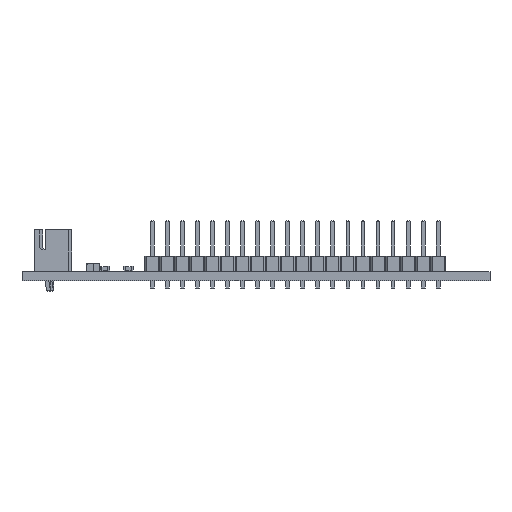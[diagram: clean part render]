
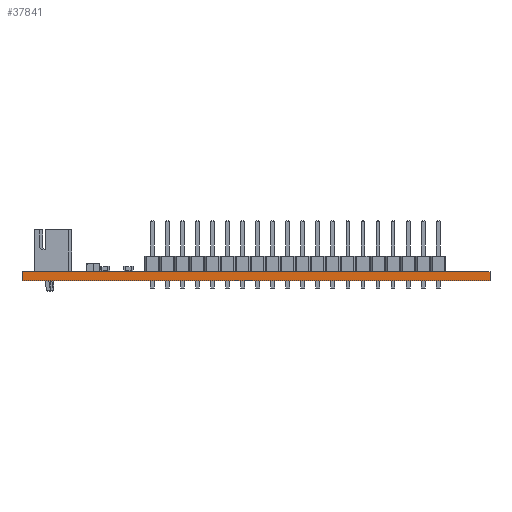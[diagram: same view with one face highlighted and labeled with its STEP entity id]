
A CAD part, left-side view. The second image highlights one B-rep face of the part: STEP entity #37841.
In plain terms, the highlighted planar face has unit normal (-1, 0, 0).
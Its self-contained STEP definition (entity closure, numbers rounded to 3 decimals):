
#36450 = VERTEX_POINT('',#36451);
#36451 = CARTESIAN_POINT('',(50.,-129.,0.));
#36457 = EDGE_CURVE('',#36450,#36458,#36460,.T.);
#36458 = VERTEX_POINT('',#36459);
#36459 = CARTESIAN_POINT('',(50.,-50.,0.));
#36460 = LINE('',#36461,#36462);
#36461 = CARTESIAN_POINT('',(50.,-129.,0.));
#36462 = VECTOR('',#36463,1.);
#36463 = DIRECTION('',(0.,1.,0.));
#37132 = VERTEX_POINT('',#37133);
#37133 = CARTESIAN_POINT('',(50.,-129.,1.6));
#37139 = EDGE_CURVE('',#37132,#37140,#37142,.T.);
#37140 = VERTEX_POINT('',#37141);
#37141 = CARTESIAN_POINT('',(50.,-50.,1.6));
#37142 = LINE('',#37143,#37144);
#37143 = CARTESIAN_POINT('',(50.,-129.,1.6));
#37144 = VECTOR('',#37145,1.);
#37145 = DIRECTION('',(0.,1.,0.));
#37811 = EDGE_CURVE('',#36458,#37140,#37812,.T.);
#37812 = LINE('',#37813,#37814);
#37813 = CARTESIAN_POINT('',(50.,-50.,0.));
#37814 = VECTOR('',#37815,1.);
#37815 = DIRECTION('',(0.,0.,1.));
#37830 = EDGE_CURVE('',#36450,#37132,#37831,.T.);
#37831 = LINE('',#37832,#37833);
#37832 = CARTESIAN_POINT('',(50.,-129.,0.));
#37833 = VECTOR('',#37834,1.);
#37834 = DIRECTION('',(0.,0.,1.));
#37841 = ADVANCED_FACE('',(#37842),#37848,.T.);
#37842 = FACE_BOUND('',#37843,.T.);
#37843 = EDGE_LOOP('',(#37844,#37845,#37846,#37847));
#37844 = ORIENTED_EDGE('',*,*,#37830,.T.);
#37845 = ORIENTED_EDGE('',*,*,#37139,.T.);
#37846 = ORIENTED_EDGE('',*,*,#37811,.F.);
#37847 = ORIENTED_EDGE('',*,*,#36457,.F.);
#37848 = PLANE('',#37849);
#37849 = AXIS2_PLACEMENT_3D('',#37850,#37851,#37852);
#37850 = CARTESIAN_POINT('',(50.,-129.,0.));
#37851 = DIRECTION('',(-1.,0.,0.));
#37852 = DIRECTION('',(0.,1.,0.));
